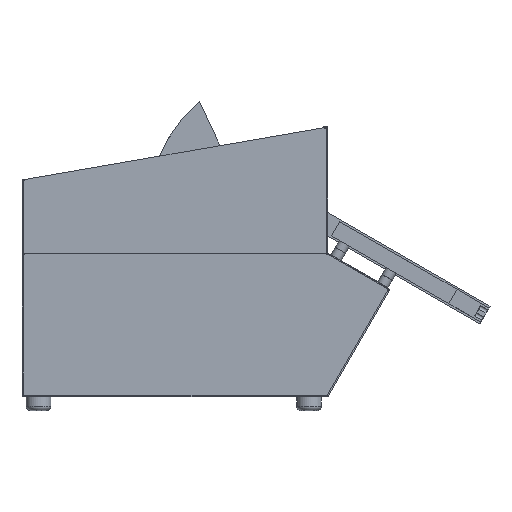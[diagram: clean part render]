
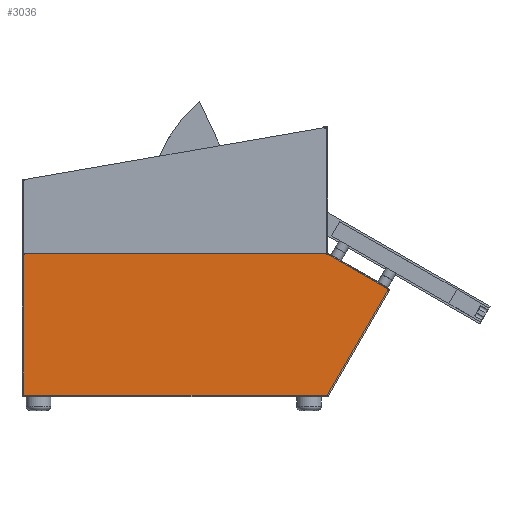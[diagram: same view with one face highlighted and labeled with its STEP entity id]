
A CAD part, left-side view. The second image highlights one B-rep face of the part: STEP entity #3036.
In plain terms, the highlighted planar face has unit normal (-1, 0, 0).
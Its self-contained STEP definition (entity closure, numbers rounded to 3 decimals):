
#214=CIRCLE('',#3309,1.5);
#216=CIRCLE('',#3313,1.5);
#218=CIRCLE('',#3317,1.5);
#220=CIRCLE('',#3321,1.5);
#222=CIRCLE('',#3325,1.5);
#685=ORIENTED_EDGE('',*,*,#1269,.T.);
#686=ORIENTED_EDGE('',*,*,#1273,.T.);
#687=ORIENTED_EDGE('',*,*,#1276,.T.);
#688=ORIENTED_EDGE('',*,*,#1279,.T.);
#689=ORIENTED_EDGE('',*,*,#1282,.T.);
#690=ORIENTED_EDGE('',*,*,#1285,.T.);
#691=ORIENTED_EDGE('',*,*,#1288,.T.);
#692=ORIENTED_EDGE('',*,*,#1291,.T.);
#693=ORIENTED_EDGE('',*,*,#1294,.T.);
#694=ORIENTED_EDGE('',*,*,#1297,.T.);
#1269=EDGE_CURVE('',#1629,#1630,#214,.T.);
#1273=EDGE_CURVE('',#1630,#1633,#1890,.T.);
#1276=EDGE_CURVE('',#1633,#1635,#216,.T.);
#1279=EDGE_CURVE('',#1635,#1637,#1894,.T.);
#1282=EDGE_CURVE('',#1637,#1639,#218,.T.);
#1285=EDGE_CURVE('',#1639,#1641,#1898,.T.);
#1288=EDGE_CURVE('',#1641,#1643,#220,.T.);
#1291=EDGE_CURVE('',#1643,#1645,#1902,.T.);
#1294=EDGE_CURVE('',#1645,#1647,#222,.T.);
#1297=EDGE_CURVE('',#1647,#1629,#1906,.T.);
#1629=VERTEX_POINT('',#4756);
#1630=VERTEX_POINT('',#4757);
#1633=VERTEX_POINT('',#4765);
#1635=VERTEX_POINT('',#4771);
#1637=VERTEX_POINT('',#4777);
#1639=VERTEX_POINT('',#4783);
#1641=VERTEX_POINT('',#4789);
#1643=VERTEX_POINT('',#4795);
#1645=VERTEX_POINT('',#4801);
#1647=VERTEX_POINT('',#4807);
#1890=LINE('',#4764,#2191);
#1894=LINE('',#4776,#2195);
#1898=LINE('',#4788,#2199);
#1902=LINE('',#4800,#2203);
#1906=LINE('',#4812,#2207);
#2191=VECTOR('',#3897,1000.);
#2195=VECTOR('',#3909,1000.);
#2199=VECTOR('',#3921,1000.);
#2203=VECTOR('',#3933,1000.);
#2207=VECTOR('',#3945,1000.);
#2523=EDGE_LOOP('',(#685,#686,#687,#688,#689,#690,#691,#692,#693,#694));
#2746=FACE_BOUND('',#2523,.T.);
#2876=PLANE('',#3329);
#3036=ADVANCED_FACE('',(#2746),#2876,.T.);
#3309=AXIS2_PLACEMENT_3D('',#4755,#3889,#3890);
#3313=AXIS2_PLACEMENT_3D('',#4770,#3902,#3903);
#3317=AXIS2_PLACEMENT_3D('',#4782,#3914,#3915);
#3321=AXIS2_PLACEMENT_3D('',#4794,#3926,#3927);
#3325=AXIS2_PLACEMENT_3D('',#4806,#3938,#3939);
#3329=AXIS2_PLACEMENT_3D('',#4815,#3949,#3950);
#3889=DIRECTION('',(-1.,0.,0.));
#3890=DIRECTION('',(0.,1.,0.));
#3897=DIRECTION('',(0.,0.866,0.5));
#3902=DIRECTION('',(-1.,0.,0.));
#3903=DIRECTION('',(0.,1.,0.));
#3909=DIRECTION('',(0.,1.,0.));
#3914=DIRECTION('',(-1.,0.,0.));
#3915=DIRECTION('',(0.,-1.,0.));
#3921=DIRECTION('',(0.,0.,-1.));
#3926=DIRECTION('',(-1.,0.,0.));
#3927=DIRECTION('',(0.,1.,0.));
#3933=DIRECTION('',(0.,-1.,0.));
#3938=DIRECTION('',(-1.,0.,0.));
#3939=DIRECTION('',(0.,1.,0.));
#3945=DIRECTION('',(0.,-0.5,0.866));
#3949=DIRECTION('',(-1.,0.,0.));
#3950=DIRECTION('',(0.,-1.,0.));
#4755=CARTESIAN_POINT('',(0.,-443.179,128.652));
#4756=CARTESIAN_POINT('',(0.,-444.478,127.902));
#4757=CARTESIAN_POINT('',(0.,-443.929,129.951));
#4764=CARTESIAN_POINT('',(0.,-443.929,129.951));
#4765=CARTESIAN_POINT('',(0.,-370.58,172.299));
#4770=CARTESIAN_POINT('',(0.,-369.83,171.));
#4771=CARTESIAN_POINT('',(0.,-369.83,172.5));
#4776=CARTESIAN_POINT('',(0.,-1.5,172.5));
#4777=CARTESIAN_POINT('',(0.,-1.5,172.5));
#4782=CARTESIAN_POINT('',(0.,-1.5,171.));
#4783=CARTESIAN_POINT('',(0.,0.,171.));
#4788=CARTESIAN_POINT('',(0.,0.,171.));
#4789=CARTESIAN_POINT('',(0.,0.,1.5));
#4794=CARTESIAN_POINT('',(0.,-1.5,1.5));
#4795=CARTESIAN_POINT('',(0.,-1.5,0.));
#4800=CARTESIAN_POINT('',(0.,-1.5,0.));
#4801=CARTESIAN_POINT('',(0.,-369.768,0.));
#4806=CARTESIAN_POINT('',(0.,-369.768,1.5));
#4807=CARTESIAN_POINT('',(0.,-371.067,0.75));
#4812=CARTESIAN_POINT('',(0.,-371.067,0.75));
#4815=CARTESIAN_POINT('',(0.,-443.179,128.652));
